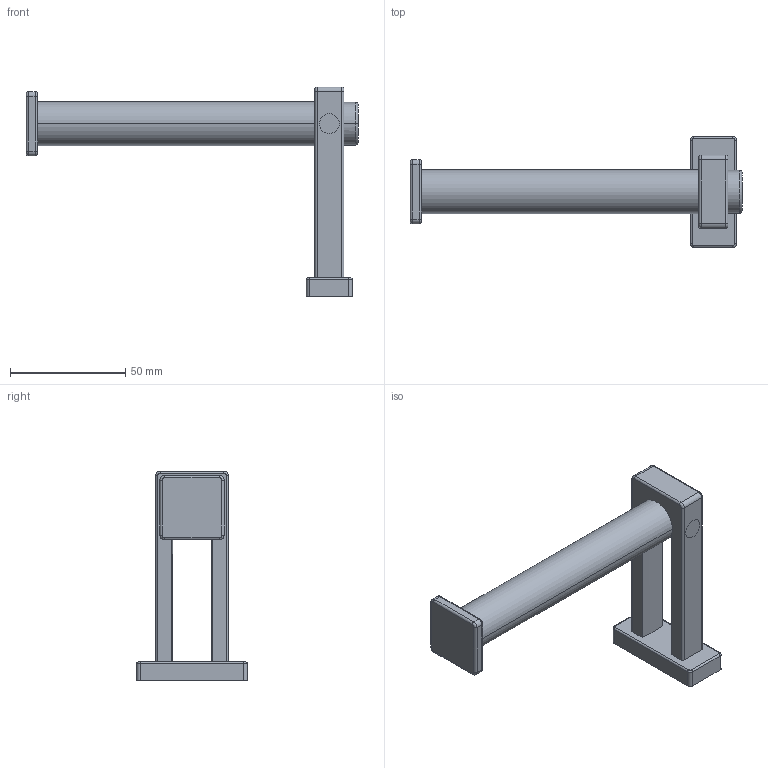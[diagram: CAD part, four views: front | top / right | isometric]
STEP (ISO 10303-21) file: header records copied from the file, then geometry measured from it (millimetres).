
FILE_DESCRIPTION((''),'2;1');
FILE_NAME('3006','2021-12-20T10:55:15',('jinson.thomas'),(''),'CREO PARAMETRIC BY PTC INC, 2018400','CREO PARAMETRIC BY PTC INC, 2018400','');
FILE_SCHEMA(('CONFIG_CONTROL_DESIGN'));
Length unit declared in the file: inch
Products named in the file (1): 3006
Bounding box: 144.25 x 48.11 x 91.11 mm (x, y, z)
Volume: 67205.5 mm3; surface area: 20542.7 mm2
Topology: 2 solids, 2 shells, 129 faces, 320 edges, 197 vertices
Faces by surface type: cylinder 69, bspline 23, plane 21, torus 14, cone 2
Entity records: 8405 total; most frequent: CARTESIAN_POINT 5504, ORIENTED_EDGE 636, DIRECTION 530, EDGE_CURVE 318, AXIS2_PLACEMENT_3D 202, VERTEX_POINT 197, EDGE_LOOP 135, FACE_OUTER_BOUND 129
